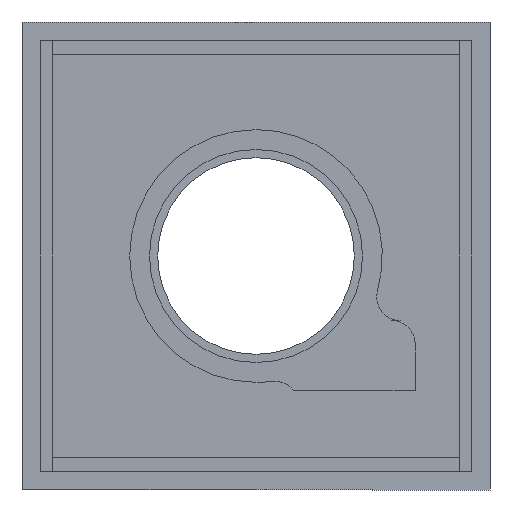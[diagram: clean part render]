
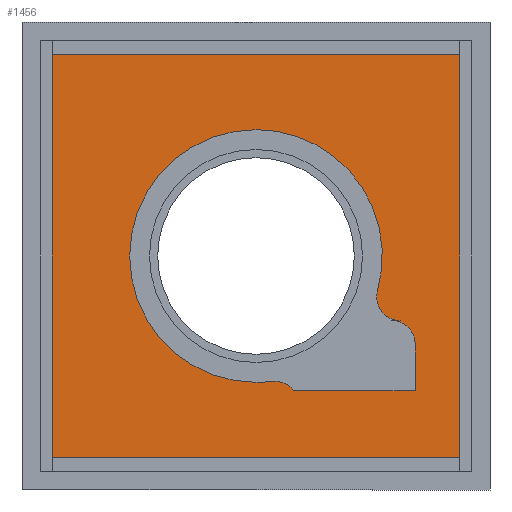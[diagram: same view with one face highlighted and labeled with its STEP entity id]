
A CAD part, left-side view. The second image highlights one B-rep face of the part: STEP entity #1456.
In plain terms, the highlighted planar face has unit normal (-1, 0, 0).
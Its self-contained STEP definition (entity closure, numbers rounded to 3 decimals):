
#17 = DIRECTION ( 'NONE',  ( 0., 0., 1. ) ) ;
#20 = AXIS2_PLACEMENT_3D ( 'NONE', #304, #747, #45 ) ;
#37 = CARTESIAN_POINT ( 'NONE',  ( 3., -25.965, -7.403 ) ) ;
#45 = DIRECTION ( 'NONE',  ( 0., 0., 1. ) ) ;
#49 = VECTOR ( 'NONE', #574, 1000. ) ;
#60 = AXIS2_PLACEMENT_3D ( 'NONE', #207, #563, #945 ) ;
#66 = CARTESIAN_POINT ( 'NONE',  ( 3., 0., 27. ) ) ;
#84 = DIRECTION ( 'NONE',  ( 0., 0., 1. ) ) ;
#101 = DIRECTION ( 'NONE',  ( 0., 0., 1. ) ) ;
#107 = AXIS2_PLACEMENT_3D ( 'NONE', #604, #967, #17 ) ;
#119 = CARTESIAN_POINT ( 'NONE',  ( 3., 0., 0. ) ) ;
#123 = CARTESIAN_POINT ( 'NONE',  ( 3., -43.5, 43. ) ) ;
#132 = LINE ( 'NONE', #1500, #519 ) ;
#157 = EDGE_CURVE ( 'NONE', #1201, #1406, #896, .T. ) ;
#162 = CARTESIAN_POINT ( 'NONE',  ( 3., 0., 0. ) ) ;
#164 = CIRCLE ( 'NONE', #1496, 27. ) ;
#170 = ORIENTED_EDGE ( 'NONE', *, *, #171, .F. ) ;
#171 = EDGE_CURVE ( 'NONE', #1522, #1014, #1005, .T. ) ;
#193 = DIRECTION ( 'NONE',  ( 0., -1., 0. ) ) ;
#198 = ORIENTED_EDGE ( 'NONE', *, *, #708, .F. ) ;
#207 = CARTESIAN_POINT ( 'NONE',  ( 3., -29., -18.774 ) ) ;
#222 = CIRCLE ( 'NONE', #107, 5. ) ;
#230 = CARTESIAN_POINT ( 'NONE',  ( 3., 0., -27. ) ) ;
#244 = LINE ( 'NONE', #897, #496 ) ;
#255 = ORIENTED_EDGE ( 'NONE', *, *, #1353, .T. ) ;
#265 = CARTESIAN_POINT ( 'NONE',  ( 3., -43.5, -43. ) ) ;
#280 = EDGE_CURVE ( 'NONE', #968, #1489, #132, .T. ) ;
#296 = VECTOR ( 'NONE', #1375, 1000. ) ;
#304 = CARTESIAN_POINT ( 'NONE',  ( 3., -3.983, -31.751 ) ) ;
#310 = ORIENTED_EDGE ( 'NONE', *, *, #1255, .F. ) ;
#314 = CARTESIAN_POINT ( 'NONE',  ( 3., -43.5, 43. ) ) ;
#322 = VERTEX_POINT ( 'NONE', #66 ) ;
#329 = ORIENTED_EDGE ( 'NONE', *, *, #280, .F. ) ;
#399 = ORIENTED_EDGE ( 'NONE', *, *, #847, .T. ) ;
#458 = CARTESIAN_POINT ( 'NONE',  ( 3., 43.5, -43. ) ) ;
#460 = CARTESIAN_POINT ( 'NONE',  ( 3., -43.5, -43. ) ) ;
#463 = VECTOR ( 'NONE', #1404, 1000. ) ;
#468 = LINE ( 'NONE', #1509, #1097 ) ;
#483 = CARTESIAN_POINT ( 'NONE',  ( 3., -30.774, -13.774 ) ) ;
#496 = VECTOR ( 'NONE', #101, 1000. ) ;
#513 = VERTEX_POINT ( 'NONE', #123 ) ;
#514 = LINE ( 'NONE', #697, #1437 ) ;
#519 = VECTOR ( 'NONE', #193, 1000. ) ;
#521 = DIRECTION ( 'NONE',  ( -1., 0., 0. ) ) ;
#534 = ORIENTED_EDGE ( 'NONE', *, *, #157, .F. ) ;
#545 = ORIENTED_EDGE ( 'NONE', *, *, #1276, .F. ) ;
#551 = EDGE_LOOP ( 'NONE', ( #1130, #1039, #329, #927, #545, #310, #534, #1452, #170, #198 ) ) ;
#563 = DIRECTION ( 'NONE',  ( -1., 0., 0. ) ) ;
#574 = DIRECTION ( 'NONE',  ( 0., 1., 0. ) ) ;
#577 = CARTESIAN_POINT ( 'NONE',  ( 3., -3.36, -26.79 ) ) ;
#579 = CARTESIAN_POINT ( 'NONE',  ( 3., 43.5, 43. ) ) ;
#580 = ORIENTED_EDGE ( 'NONE', *, *, #772, .T. ) ;
#598 = VERTEX_POINT ( 'NONE', #579 ) ;
#604 = CARTESIAN_POINT ( 'NONE',  ( 3., -30.774, -8.774 ) ) ;
#615 = VERTEX_POINT ( 'NONE', #265 ) ;
#617 = DIRECTION ( 'NONE',  ( -1., 0., 0. ) ) ;
#632 = DIRECTION ( 'NONE',  ( 0., 0., 1. ) ) ;
#666 = EDGE_CURVE ( 'NONE', #1489, #954, #222, .T. ) ;
#697 = CARTESIAN_POINT ( 'NONE',  ( 3., 43.5, 43. ) ) ;
#700 = CARTESIAN_POINT ( 'NONE',  ( 3., -34., -18.774 ) ) ;
#708 = EDGE_CURVE ( 'NONE', #322, #1522, #1493, .T. ) ;
#725 = EDGE_CURVE ( 'NONE', #954, #322, #164, .T. ) ;
#740 = CARTESIAN_POINT ( 'NONE',  ( 3., -3.983, -26.751 ) ) ;
#747 = DIRECTION ( 'NONE',  ( 1., 0., 0. ) ) ;
#771 = LINE ( 'NONE', #460, #463 ) ;
#772 = EDGE_CURVE ( 'NONE', #513, #598, #1533, .T. ) ;
#777 = CARTESIAN_POINT ( 'NONE',  ( 3., -34., -28.774 ) ) ;
#832 = VERTEX_POINT ( 'NONE', #458 ) ;
#839 = LINE ( 'NONE', #777, #296 ) ;
#841 = EDGE_CURVE ( 'NONE', #1014, #1201, #1191, .T. ) ;
#847 = EDGE_CURVE ( 'NONE', #598, #832, #514, .T. ) ;
#874 = FACE_OUTER_BOUND ( 'NONE', #943, .T. ) ;
#896 = CIRCLE ( 'NONE', #1371, 5. ) ;
#897 = CARTESIAN_POINT ( 'NONE',  ( 3., -43.5, -43. ) ) ;
#927 = ORIENTED_EDGE ( 'NONE', *, *, #1146, .F. ) ;
#931 = PLANE ( 'NONE',  #1246 ) ;
#943 = EDGE_LOOP ( 'NONE', ( #580, #399, #1013, #255 ) ) ;
#945 = DIRECTION ( 'NONE',  ( 0., 0., 1. ) ) ;
#954 = VERTEX_POINT ( 'NONE', #37 ) ;
#967 = DIRECTION ( 'NONE',  ( 1., 0., 0. ) ) ;
#968 = VERTEX_POINT ( 'NONE', #1104 ) ;
#1005 = CIRCLE ( 'NONE', #1504, 27. ) ;
#1013 = ORIENTED_EDGE ( 'NONE', *, *, #1405, .T. ) ;
#1014 = VERTEX_POINT ( 'NONE', #577 ) ;
#1039 = ORIENTED_EDGE ( 'NONE', *, *, #666, .F. ) ;
#1059 = DIRECTION ( 'NONE',  ( 0., 0., 1. ) ) ;
#1097 = VECTOR ( 'NONE', #1145, 1000. ) ;
#1101 = DIRECTION ( 'NONE',  ( 0., 0., 1. ) ) ;
#1104 = CARTESIAN_POINT ( 'NONE',  ( 3., -29., -13.774 ) ) ;
#1130 = ORIENTED_EDGE ( 'NONE', *, *, #725, .F. ) ;
#1144 = DIRECTION ( 'NONE',  ( 0., 0., 1. ) ) ;
#1145 = DIRECTION ( 'NONE',  ( 0., -1., 0. ) ) ;
#1146 = EDGE_CURVE ( 'NONE', #1167, #968, #1316, .T. ) ;
#1150 = DIRECTION ( 'NONE',  ( -1., 0., 0. ) ) ;
#1167 = VERTEX_POINT ( 'NONE', #700 ) ;
#1176 = CARTESIAN_POINT ( 'NONE',  ( 3., -8., -28.774 ) ) ;
#1188 = CARTESIAN_POINT ( 'NONE',  ( 3., 0., 0. ) ) ;
#1191 = CIRCLE ( 'NONE', #20, 5. ) ;
#1198 = DIRECTION ( 'NONE',  ( -1., 0., 0. ) ) ;
#1201 = VERTEX_POINT ( 'NONE', #740 ) ;
#1246 = AXIS2_PLACEMENT_3D ( 'NONE', #1188, #1198, #1059 ) ;
#1255 = EDGE_CURVE ( 'NONE', #1406, #1416, #468, .T. ) ;
#1273 = CARTESIAN_POINT ( 'NONE',  ( 3., 0., 0. ) ) ;
#1276 = EDGE_CURVE ( 'NONE', #1416, #1167, #839, .T. ) ;
#1280 = CARTESIAN_POINT ( 'NONE',  ( 3., -34., -28.774 ) ) ;
#1291 = FACE_BOUND ( 'NONE', #551, .T. ) ;
#1316 = CIRCLE ( 'NONE', #60, 5. ) ;
#1348 = DIRECTION ( 'NONE',  ( 1., 0., 0. ) ) ;
#1353 = EDGE_CURVE ( 'NONE', #615, #513, #244, .T. ) ;
#1355 = CARTESIAN_POINT ( 'NONE',  ( 3., -3.983, -31.751 ) ) ;
#1371 = AXIS2_PLACEMENT_3D ( 'NONE', #1355, #1348, #1101 ) ;
#1375 = DIRECTION ( 'NONE',  ( 0., 0., 1. ) ) ;
#1404 = DIRECTION ( 'NONE',  ( 0., -1., 0. ) ) ;
#1405 = EDGE_CURVE ( 'NONE', #832, #615, #771, .T. ) ;
#1406 = VERTEX_POINT ( 'NONE', #1176 ) ;
#1416 = VERTEX_POINT ( 'NONE', #1280 ) ;
#1419 = AXIS2_PLACEMENT_3D ( 'NONE', #119, #617, #1144 ) ;
#1437 = VECTOR ( 'NONE', #1488, 1000. ) ;
#1452 = ORIENTED_EDGE ( 'NONE', *, *, #841, .F. ) ;
#1456 = ADVANCED_FACE ( 'NONE', ( #1291, #874 ), #931, .T. ) ;
#1488 = DIRECTION ( 'NONE',  ( 0., 0., -1. ) ) ;
#1489 = VERTEX_POINT ( 'NONE', #483 ) ;
#1493 = CIRCLE ( 'NONE', #1419, 27. ) ;
#1496 = AXIS2_PLACEMENT_3D ( 'NONE', #1273, #1150, #84 ) ;
#1500 = CARTESIAN_POINT ( 'NONE',  ( 3., -29., -13.774 ) ) ;
#1504 = AXIS2_PLACEMENT_3D ( 'NONE', #162, #521, #632 ) ;
#1509 = CARTESIAN_POINT ( 'NONE',  ( 3., -8., -28.774 ) ) ;
#1522 = VERTEX_POINT ( 'NONE', #230 ) ;
#1533 = LINE ( 'NONE', #314, #49 ) ;
